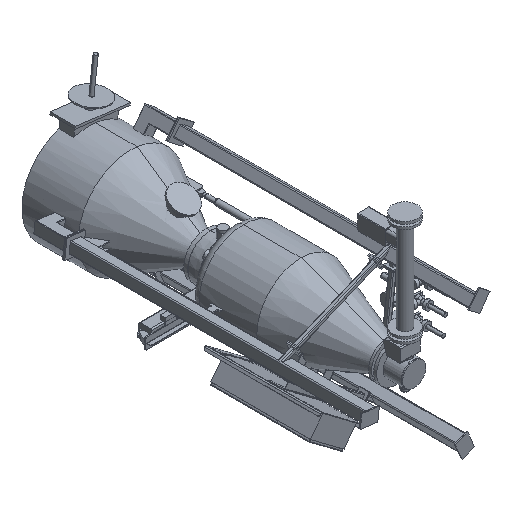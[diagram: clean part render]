
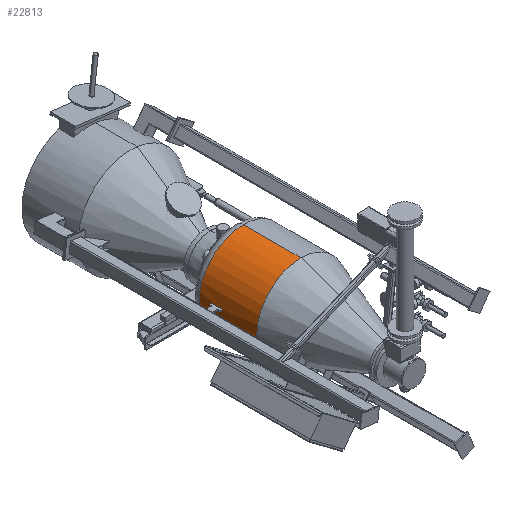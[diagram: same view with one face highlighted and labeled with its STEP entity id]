
A CAD part, isometric view. The second image highlights one B-rep face of the part: STEP entity #22813.
In plain terms, the highlighted cylindrical face has radius 400 mm (diameter 800 mm), a partial arc.
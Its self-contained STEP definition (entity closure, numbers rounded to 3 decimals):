
#479 = AXIS2_PLACEMENT_3D ( 'NONE', #27848, #21966, #16348 ) ;
#663 = VERTEX_POINT ( 'NONE', #7046 ) ;
#1013 = ORIENTED_EDGE ( 'NONE', *, *, #32140, .T. ) ;
#1241 = DIRECTION ( 'NONE',  ( 0., 1., 0. ) ) ;
#1630 = DIRECTION ( 'NONE',  ( 0., 0., 1. ) ) ;
#2084 = VERTEX_POINT ( 'NONE', #2344 ) ;
#2162 = VERTEX_POINT ( 'NONE', #16846 ) ;
#2344 = CARTESIAN_POINT ( 'NONE',  ( -398.238, 1120.479, -37.5 ) ) ;
#2674 = AXIS2_PLACEMENT_3D ( 'NONE', #9501, #6906, #26807 ) ;
#2878 = DIRECTION ( 'NONE',  ( 0., -1., 0. ) ) ;
#3256 = DIRECTION ( 'NONE',  ( 0., 0., -1. ) ) ;
#3430 = EDGE_CURVE ( 'Defeatured_2_10+Defeatured_2_15+Defeatured_2_12+Defeatured_2_13', #30932, #2084, #14495, .T. ) ;
#3851 = ORIENTED_EDGE ( 'NONE', *, *, #3430, .F. ) ;
#3985 = EDGE_CURVE ( 'NONE', #15562, #12467, #34359, .T. ) ;
#4629 = CARTESIAN_POINT ( 'NONE',  ( -398.238, 1220.479, 37.5 ) ) ;
#4903 = CARTESIAN_POINT ( 'NONE',  ( 0., 806.766, 400. ) ) ;
#5076 = ORIENTED_EDGE ( 'NONE', *, *, #33727, .F. ) ;
#5160 = VECTOR ( 'NONE', #21613, 1000. ) ;
#6125 = VERTEX_POINT ( 'NONE', #32558 ) ;
#6402 = LINE ( 'NONE', #10574, #22490 ) ;
#6740 = DIRECTION ( 'NONE',  ( 0., -1., 0. ) ) ;
#6774 = AXIS2_PLACEMENT_3D ( 'NONE', #13256, #1241, #21268 ) ;
#6906 = DIRECTION ( 'NONE',  ( 0., -1., 0. ) ) ;
#7046 = CARTESIAN_POINT ( 'NONE',  ( -398.238, 1120.479, 37.5 ) ) ;
#7194 = EDGE_CURVE ( 'Defeatured_2_7+Defeatured_2_15+Defeatured_2_6+Defeatured_2_5', #19616, #14220, #11383, .T. ) ;
#7839 = EDGE_CURVE ( 'Defeatured_2_13+Defeatured_2_15+Defeatured_2_10+Defeatured_2_11', #2084, #25878, #23375, .T. ) ;
#7859 = ORIENTED_EDGE ( 'NONE', *, *, #34185, .F. ) ;
#8006 = EDGE_LOOP ( 'NONE', ( #3851, #25033, #7859, #16906 ) ) ;
#8052 = EDGE_CURVE ( 'Defeatured_2_12+Defeatured_2_15+Defeatured_2_11+Defeatured_2_10', #35077, #30932, #26310, .T. ) ;
#9501 = CARTESIAN_POINT ( 'NONE',  ( 0., 806.766, 0. ) ) ;
#10140 = DIRECTION ( 'NONE',  ( 0., 1., 0. ) ) ;
#10574 = CARTESIAN_POINT ( 'NONE',  ( -399.054, 0., -27.5 ) ) ;
#11114 = CARTESIAN_POINT ( 'NONE',  ( 0., 806.766, -400. ) ) ;
#11383 = CIRCLE ( 'NONE', #479, 400. ) ;
#11509 = DIRECTION ( 'NONE',  ( 0., 0., -1. ) ) ;
#12467 = VERTEX_POINT ( 'NONE', #4903 ) ;
#12512 = DIRECTION ( 'NONE',  ( 0., -1., 0. ) ) ;
#12679 = EDGE_CURVE ( 'Defeatured_2_6+Defeatured_2_15+Defeatured_2_8+Defeatured_2_7', #663, #19616, #17990, .T. ) ;
#13256 = CARTESIAN_POINT ( 'NONE',  ( 0., 1120.479, 0. ) ) ;
#13727 = AXIS2_PLACEMENT_3D ( 'NONE', #22967, #2878, #11509 ) ;
#13747 = ORIENTED_EDGE ( 'NONE', *, *, #23648, .T. ) ;
#13904 = CARTESIAN_POINT ( 'NONE',  ( -398.238, 0., 37.5 ) ) ;
#14220 = VERTEX_POINT ( 'NONE', #34030 ) ;
#14495 = LINE ( 'NONE', #21411, #22092 ) ;
#14821 = AXIS2_PLACEMENT_3D ( 'NONE', #26140, #19997, #3256 ) ;
#14995 = AXIS2_PLACEMENT_3D ( 'NONE', #21765, #10140, #1630 ) ;
#15069 = VECTOR ( 'NONE', #12512, 1000. ) ;
#15562 = VERTEX_POINT ( 'NONE', #15622 ) ;
#15622 = CARTESIAN_POINT ( 'NONE',  ( 0., 1328.479, 400. ) ) ;
#15817 = CIRCLE ( 'NONE', #2674, 400. ) ;
#16175 = CYLINDRICAL_SURFACE ( 'NONE', #14821, 400. ) ;
#16348 = DIRECTION ( 'NONE',  ( 0., 0., -1. ) ) ;
#16641 = FACE_OUTER_BOUND ( 'NONE', #24266, .T. ) ;
#16731 = DIRECTION ( 'NONE',  ( 0., -1., 0. ) ) ;
#16846 = CARTESIAN_POINT ( 'NONE',  ( -399.054, 1120.479, 27.5 ) ) ;
#16906 = ORIENTED_EDGE ( 'NONE', *, *, #7839, .F. ) ;
#17011 = DIRECTION ( 'NONE',  ( 0., 1., 0. ) ) ;
#17068 = FACE_BOUND ( 'NONE', #8006, .T. ) ;
#17560 = VECTOR ( 'NONE', #17011, 1000. ) ;
#17630 = ORIENTED_EDGE ( 'NONE', *, *, #7194, .F. ) ;
#17990 = LINE ( 'NONE', #13904, #17560 ) ;
#18359 = CARTESIAN_POINT ( 'NONE',  ( 0., 0., 400. ) ) ;
#19597 = EDGE_CURVE ( 'Defeatured_2_8+Defeatured_2_15+Defeatured_2_5+Defeatured_2_6', #2162, #663, #24709, .T. ) ;
#19616 = VERTEX_POINT ( 'NONE', #4629 ) ;
#19997 = DIRECTION ( 'NONE',  ( 0., -1., 0. ) ) ;
#20193 = EDGE_LOOP ( 'NONE', ( #5076, #17630, #34322, #25461 ) ) ;
#20323 = AXIS2_PLACEMENT_3D ( 'NONE', #23704, #6740, #27004 ) ;
#21268 = DIRECTION ( 'NONE',  ( 0., 0., 1. ) ) ;
#21411 = CARTESIAN_POINT ( 'NONE',  ( -398.238, 0., -37.5 ) ) ;
#21613 = DIRECTION ( 'NONE',  ( 0., -1., 0. ) ) ;
#21765 = CARTESIAN_POINT ( 'NONE',  ( 0., 1120.479, 0. ) ) ;
#21966 = DIRECTION ( 'NONE',  ( 0., -1., 0. ) ) ;
#22092 = VECTOR ( 'NONE', #26589, 1000. ) ;
#22358 = CARTESIAN_POINT ( 'NONE',  ( -399.054, 0., 27.5 ) ) ;
#22490 = VECTOR ( 'NONE', #36542, 1000. ) ;
#22813 = ADVANCED_FACE ( 'Defeatured_2_15', ( #16641, #28294, #17068 ), #16175, .T. ) ;
#22967 = CARTESIAN_POINT ( 'NONE',  ( 0., 1220.479, 0. ) ) ;
#23367 = LINE ( 'NONE', #22358, #25672 ) ;
#23375 = CIRCLE ( 'NONE', #6774, 400. ) ;
#23525 = ORIENTED_EDGE ( 'NONE', *, *, #33405, .F. ) ;
#23648 = EDGE_CURVE ( 'Defeatured_2_15+Defeatured_2_4+Defeatured_2_4+Defeatured_2_4', #15562, #6125, #27741, .T. ) ;
#23704 = CARTESIAN_POINT ( 'NONE',  ( 0., 1328.479, 0. ) ) ;
#24149 = CARTESIAN_POINT ( 'NONE',  ( -398.238, 1220.479, -37.5 ) ) ;
#24266 = EDGE_LOOP ( 'NONE', ( #28645, #13747, #1013, #23525 ) ) ;
#24709 = CIRCLE ( 'NONE', #14995, 400. ) ;
#25033 = ORIENTED_EDGE ( 'NONE', *, *, #8052, .F. ) ;
#25461 = ORIENTED_EDGE ( 'NONE', *, *, #19597, .F. ) ;
#25672 = VECTOR ( 'NONE', #16731, 1000. ) ;
#25878 = VERTEX_POINT ( 'NONE', #30478 ) ;
#26140 = CARTESIAN_POINT ( 'NONE',  ( 0., 0., 0. ) ) ;
#26310 = CIRCLE ( 'NONE', #13727, 400. ) ;
#26589 = DIRECTION ( 'NONE',  ( 0., -1., 0. ) ) ;
#26807 = DIRECTION ( 'NONE',  ( 0., 0., -1. ) ) ;
#27004 = DIRECTION ( 'NONE',  ( 0., 0., -1. ) ) ;
#27741 = CIRCLE ( 'NONE', #20323, 400. ) ;
#27848 = CARTESIAN_POINT ( 'NONE',  ( 0., 1220.479, 0. ) ) ;
#28294 = FACE_BOUND ( 'NONE', #20193, .T. ) ;
#28645 = ORIENTED_EDGE ( 'NONE', *, *, #3985, .F. ) ;
#30478 = CARTESIAN_POINT ( 'NONE',  ( -399.054, 1120.479, -27.5 ) ) ;
#30505 = CARTESIAN_POINT ( 'NONE',  ( 0., 0., -400. ) ) ;
#30932 = VERTEX_POINT ( 'NONE', #24149 ) ;
#31095 = CARTESIAN_POINT ( 'NONE',  ( -399.054, 1220.479, -27.5 ) ) ;
#31581 = VERTEX_POINT ( 'NONE', #11114 ) ;
#32140 = EDGE_CURVE ( 'NONE', #6125, #31581, #34339, .T. ) ;
#32558 = CARTESIAN_POINT ( 'NONE',  ( 0., 1328.479, -400. ) ) ;
#33405 = EDGE_CURVE ( 'Defeatured_2_16+Defeatured_2_15+Defeatured_2_15+Defeatured_2_15', #12467, #31581, #15817, .T. ) ;
#33727 = EDGE_CURVE ( 'Defeatured_2_5+Defeatured_2_15+Defeatured_2_7+Defeatured_2_8', #14220, #2162, #23367, .T. ) ;
#34030 = CARTESIAN_POINT ( 'NONE',  ( -399.054, 1220.479, 27.5 ) ) ;
#34185 = EDGE_CURVE ( 'Defeatured_2_11+Defeatured_2_15+Defeatured_2_13+Defeatured_2_12', #25878, #35077, #6402, .T. ) ;
#34322 = ORIENTED_EDGE ( 'NONE', *, *, #12679, .F. ) ;
#34339 = LINE ( 'NONE', #30505, #5160 ) ;
#34359 = LINE ( 'NONE', #18359, #15069 ) ;
#35077 = VERTEX_POINT ( 'NONE', #31095 ) ;
#36542 = DIRECTION ( 'NONE',  ( 0., 1., 0. ) ) ;
